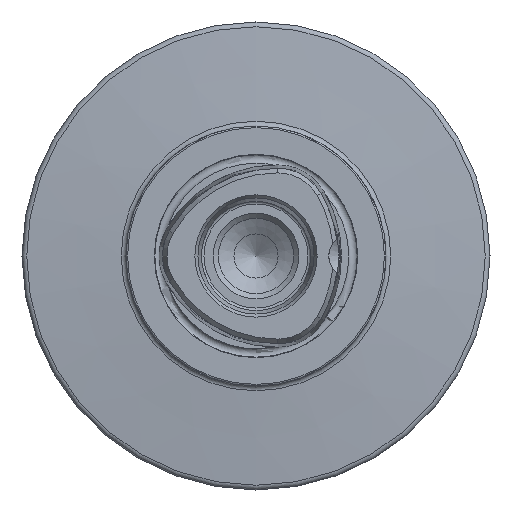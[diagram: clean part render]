
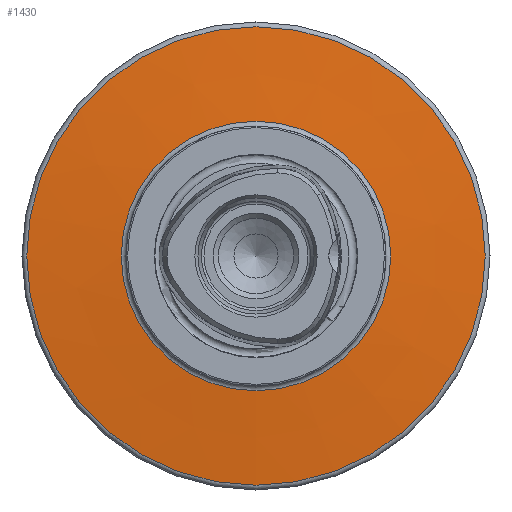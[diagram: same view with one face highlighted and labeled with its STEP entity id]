
A CAD part, left-side view. The second image highlights one B-rep face of the part: STEP entity #1430.
In plain terms, the highlighted conical face has half-angle 85 degrees and reference radius 44.087 mm.
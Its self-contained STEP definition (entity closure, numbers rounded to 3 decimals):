
#29 = DIRECTION ( 'NONE',  ( 1., 0., 0. ) ) ;
#78 = CARTESIAN_POINT ( 'NONE',  ( 22.586, 0., -44.087 ) ) ;
#129 = DIRECTION ( 'NONE',  ( 1., 0., 0. ) ) ;
#180 = AXIS2_PLACEMENT_3D ( 'NONE', #871, #2636, #1064 ) ;
#201 = AXIS2_PLACEMENT_3D ( 'NONE', #1597, #29, #2052 ) ;
#353 = CARTESIAN_POINT ( 'NONE',  ( 22.586, 0., 0. ) ) ;
#631 = AXIS2_PLACEMENT_3D ( 'NONE', #353, #129, #1014 ) ;
#741 = EDGE_LOOP ( 'NONE', ( #1963 ) ) ;
#871 = CARTESIAN_POINT ( 'NONE',  ( 22.586, 0., 0. ) ) ;
#928 = EDGE_LOOP ( 'NONE', ( #2572 ) ) ;
#942 = CIRCLE ( 'NONE', #180, 44.087 ) ;
#1014 = DIRECTION ( 'NONE',  ( 0., 0., -1. ) ) ;
#1064 = DIRECTION ( 'NONE',  ( 0., 0., -1. ) ) ;
#1079 = VERTEX_POINT ( 'NONE', #78 ) ;
#1115 = FACE_OUTER_BOUND ( 'NONE', #928, .T. ) ;
#1177 = CONICAL_SURFACE ( 'NONE', #631, 44.087, 1.484 ) ;
#1430 = ADVANCED_FACE ( 'NONE', ( #1768, #1115 ), #1177, .T. ) ;
#1597 = CARTESIAN_POINT ( 'NONE',  ( 20.996, 0., 0. ) ) ;
#1610 = EDGE_CURVE ( 'NONE', #1079, #1079, #942, .T. ) ;
#1768 = FACE_BOUND ( 'NONE', #741, .T. ) ;
#1797 = CIRCLE ( 'NONE', #201, 25.913 ) ;
#1963 = ORIENTED_EDGE ( 'NONE', *, *, #2863, .T. ) ;
#2052 = DIRECTION ( 'NONE',  ( 0., 0., -1. ) ) ;
#2095 = CARTESIAN_POINT ( 'NONE',  ( 20.996, 0., -25.913 ) ) ;
#2178 = VERTEX_POINT ( 'NONE', #2095 ) ;
#2572 = ORIENTED_EDGE ( 'NONE', *, *, #1610, .F. ) ;
#2636 = DIRECTION ( 'NONE',  ( 1., 0., 0. ) ) ;
#2863 = EDGE_CURVE ( 'NONE', #2178, #2178, #1797, .T. ) ;
